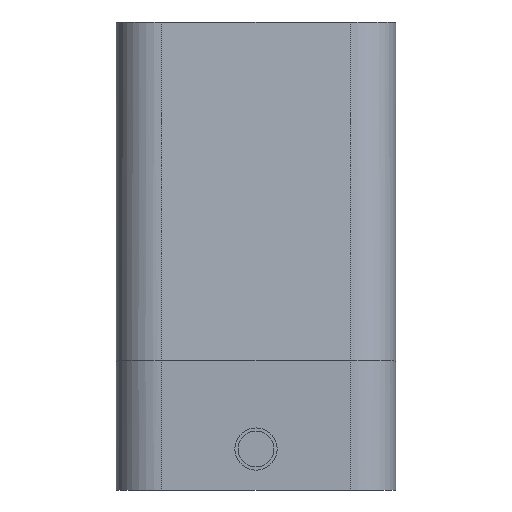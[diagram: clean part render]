
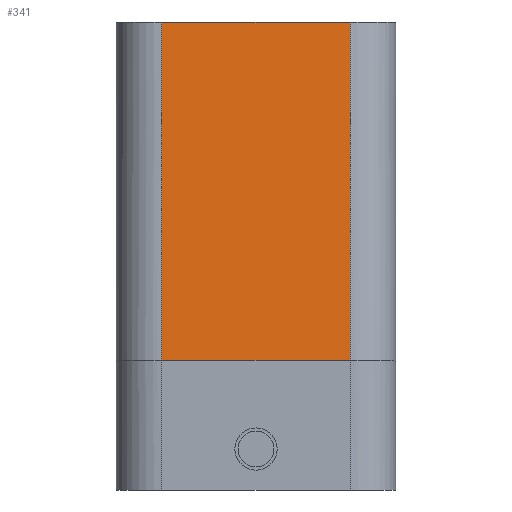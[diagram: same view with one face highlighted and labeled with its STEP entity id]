
A CAD part, left-side view. The second image highlights one B-rep face of the part: STEP entity #341.
In plain terms, the highlighted planar face has unit normal (-0.998, 0, 0.056).
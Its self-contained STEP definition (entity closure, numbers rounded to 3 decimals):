
#341 = ADVANCED_FACE( '', ( #763 ), #764, .T. );
#763 = FACE_OUTER_BOUND( '', #1259, .T. );
#764 = PLANE( '', #1260 );
#1259 = EDGE_LOOP( '', ( #2239, #2240, #2241, #2242 ) );
#1260 = AXIS2_PLACEMENT_3D( '', #2243, #2244, #2245 );
#2239 = ORIENTED_EDGE( '', *, *, #3199, .T. );
#2240 = ORIENTED_EDGE( '', *, *, #3180, .F. );
#2241 = ORIENTED_EDGE( '', *, *, #3200, .F. );
#2242 = ORIENTED_EDGE( '', *, *, #3201, .T. );
#2243 = CARTESIAN_POINT( '', ( -30., 0., 20. ) );
#2244 = DIRECTION( '', ( -0.998, 0., 0.056 ) );
#2245 = DIRECTION( '', ( 0.056, 0., 0.998 ) );
#3180 = EDGE_CURVE( '', #3870, #3860, #3872, .T. );
#3199 = EDGE_CURVE( '', #3853, #3860, #3898, .T. );
#3200 = EDGE_CURVE( '', #3401, #3870, #3899, .T. );
#3201 = EDGE_CURVE( '', #3401, #3853, #3900, .T. );
#3401 = VERTEX_POINT( '', #4141 );
#3853 = VERTEX_POINT( '', #4917 );
#3860 = VERTEX_POINT( '', #4926 );
#3870 = VERTEX_POINT( '', #4939 );
#3872 = LINE( '', #4941, #4942 );
#3898 = LINE( '', #4981, #4982 );
#3899 = LINE( '', #4983, #4984 );
#3900 = LINE( '', #4985, #4986 );
#4141 = CARTESIAN_POINT( '', ( -30., 14.5, 20. ) );
#4917 = CARTESIAN_POINT( '', ( -30., -14.5, 20. ) );
#4926 = CARTESIAN_POINT( '', ( -27.1, -14.5, 72. ) );
#4939 = CARTESIAN_POINT( '', ( -27.1, 14.5, 72. ) );
#4941 = CARTESIAN_POINT( '', ( -27.1, 0., 72. ) );
#4942 = VECTOR( '', #5708, 1000. );
#4981 = CARTESIAN_POINT( '', ( -27.1, -14.5, 72. ) );
#4982 = VECTOR( '', #5721, 1000. );
#4983 = CARTESIAN_POINT( '', ( -27.1, 14.5, 72. ) );
#4984 = VECTOR( '', #5722, 1000. );
#4985 = CARTESIAN_POINT( '', ( -30., 0., 20. ) );
#4986 = VECTOR( '', #5723, 1000. );
#5708 = DIRECTION( '', ( 0., -1., 0. ) );
#5721 = DIRECTION( '', ( 0.056, 0., 0.998 ) );
#5722 = DIRECTION( '', ( 0.056, 0., 0.998 ) );
#5723 = DIRECTION( '', ( 0., -1., 0. ) );
